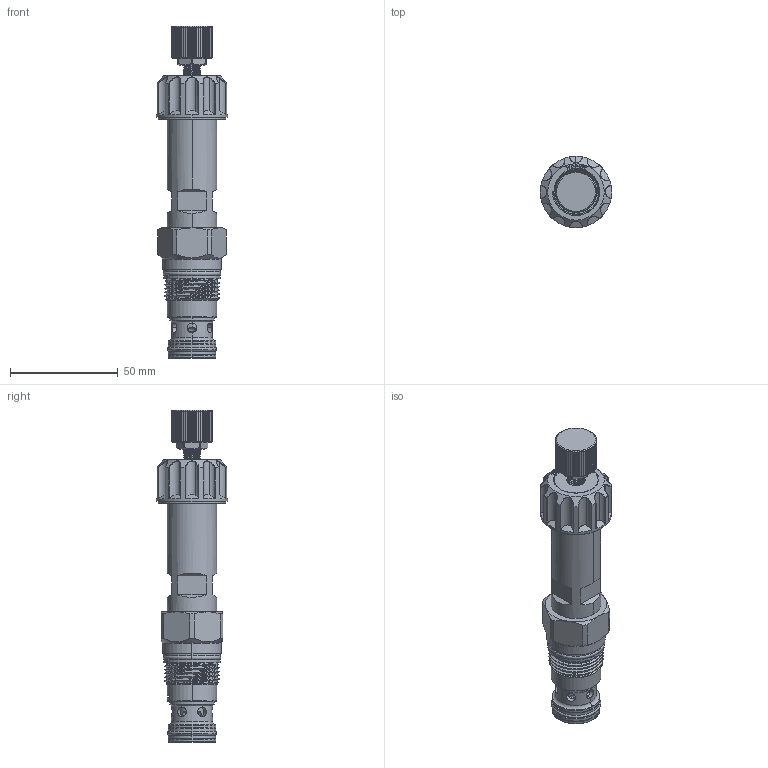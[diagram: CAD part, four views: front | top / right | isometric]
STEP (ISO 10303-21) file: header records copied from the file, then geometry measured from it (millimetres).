
FILE_DESCRIPTION (( 'STEP AP203' ), '1' );
FILE_NAME ('PFH5A2G-M.STEP', '2016-07-26T07:36:21', ( '' ), ( '' ), 'SwSTEP 2.0', 'SolidWorks 2012', '' );
FILE_SCHEMA (( 'CONFIG_CONTROL_DESIGN' ));
Length unit declared in the file: millimetre
Products named in the file (1): PFH5A2G-M
Bounding box: 33.1 x 33.1 x 154.1 mm (x, y, z)
Volume: 63909.8 mm3; surface area: 26857.6 mm2
Topology: 10 solids, 11 shells, 884 faces, 2323 edges, 1470 vertices
Faces by surface type: cylinder 384, plane 277, cone 96, torus 54, bspline 43, sphere 30
Entity records: 44053 total; most frequent: CARTESIAN_POINT 23633, ORIENTED_EDGE 4620, DIRECTION 3898, EDGE_CURVE 2310, AXIS2_PLACEMENT_3D 1514, VERTEX_POINT 1465, EDGE_LOOP 941, FACE_OUTER_BOUND 884
